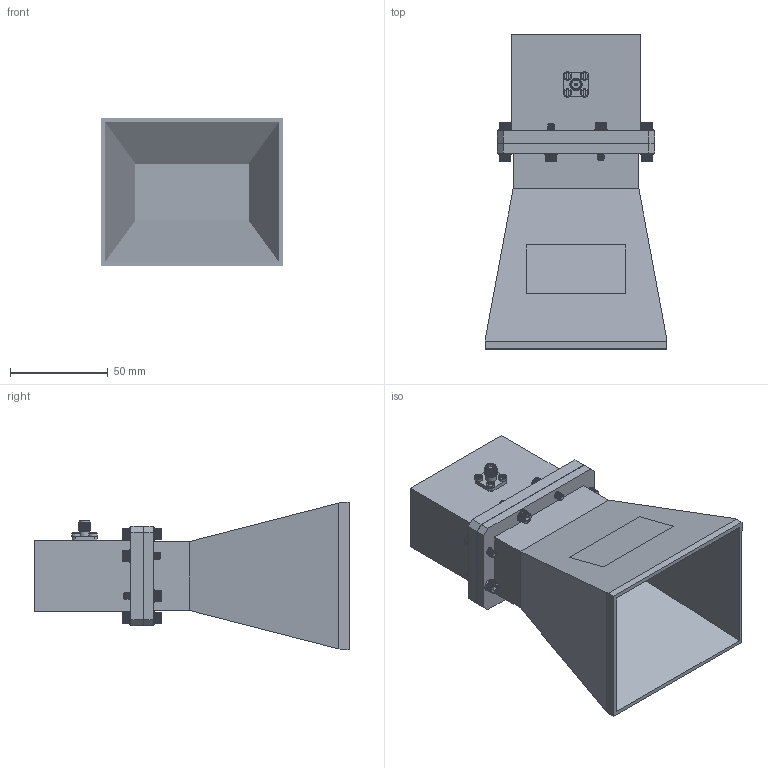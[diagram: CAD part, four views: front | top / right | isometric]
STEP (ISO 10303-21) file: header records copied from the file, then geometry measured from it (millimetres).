
FILE_DESCRIPTION (( 'STEP AP214' ), '1' );
FILE_NAME ('PEWAN229-10SF_3D.STEP', '2021-10-05T18:28:43', ( '' ), ( '' ), 'SwSTEP 2.0', 'SolidWorks 2021', '' );
FILE_SCHEMA (( 'AUTOMOTIVE_DESIGN' ));
Length unit declared in the file: inch
Products named in the file (10): PEWAN229-10; PEWAN229-10SF_3D; Copy of 06142-con screw^Copy of 042-SMA CON_PE9833; Copy of 112-N-PANEL^Copy of 042-SMA CON_PE9833; Copy of 229-01676^PE9833; 6-LW; 6-32SH-HXx.625_92196A150; PE9833; Copy of 042-SMA^Copy of 042-SMA CON_PE9833; Copy of 042-SMA CON^PE9833
Assembly tree (26 placements, depth 4):
  PEWAN229-10SF_3D
    PE9833
      Copy of 229-01676^PE9833
      Copy of 042-SMA CON^PE9833
        Copy of 06142-con screw^Copy of 042-SMA CON_PE9833  x4
        Copy of 042-SMA^Copy of 042-SMA CON_PE9833
        Copy of 112-N-PANEL^Copy of 042-SMA CON_PE9833
    PEWAN229-10
    6-32SH-HXx.625_92196A150  x8
    6-LW  x8
Bounding box: 92.52 x 160.37 x 75.16 mm (x, y, z)
Volume: 162483.8 mm3; surface area: 89530.2 mm2
Topology: 24 solids, 24 shells, 1876 faces, 4347 edges, 2544 vertices
Faces by surface type: plane 1201, cone 561, cylinder 92, bspline 22
Full cylindrical faces by diameter (mm): 0.95 x1, 2 x1, 2.7 x4, 3.454 x4, 3.7 x4, 3.75 x4, 4 x5, 4.3 x4, 4.6 x1, 5.35 x2, 6.35 x6
Entity records: 14157 total; most frequent: CARTESIAN_POINT 4629, ORIENTED_EDGE 1576, DIRECTION 1474, EDGE_CURVE 788, AXIS2_PLACEMENT_3D 561, VERTEX_POINT 506, EDGE_LOOP 464, FACE_OUTER_BOUND 391
